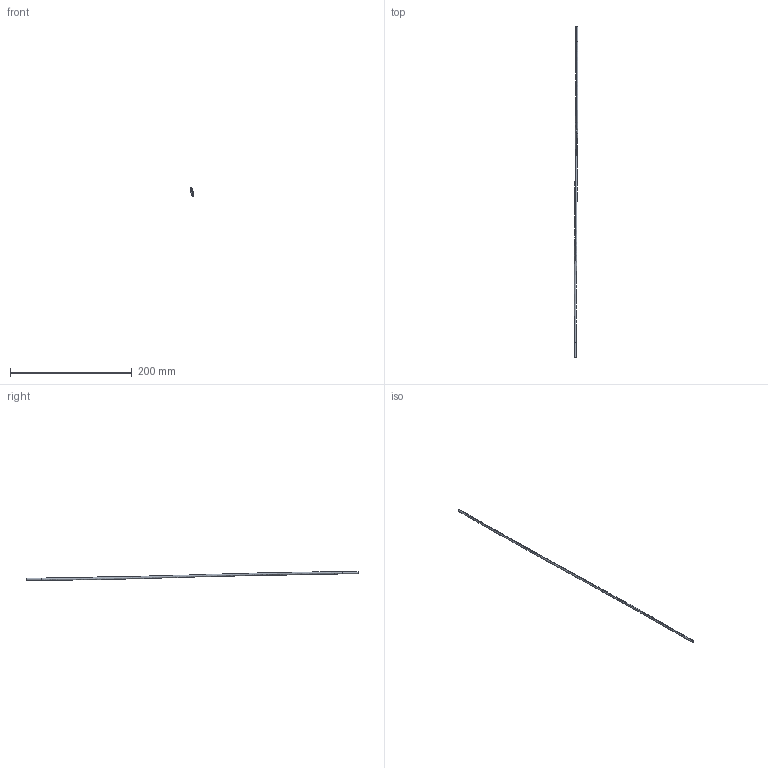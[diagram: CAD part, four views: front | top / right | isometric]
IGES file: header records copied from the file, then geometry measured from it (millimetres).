
Start section:  PTC IGES file: cable2.igs
Global section: file name: cable2.igs; native system: Pro/ENGINEER by Parametric Technology Corporation; preprocessor: 2004090; author: ghiorso; organization: Unknown; date: 060215.224016; units: inch
Bounding box: 6.28 x 544.69 x 13.91 mm (x, y, z)
Surface area: 6153.1 mm2 (no closed solid volume)
Topology: 0 solids, 0 shells, 8 faces, 28 edges, 28 vertices
Faces by surface type: bspline 4, revolution 4
